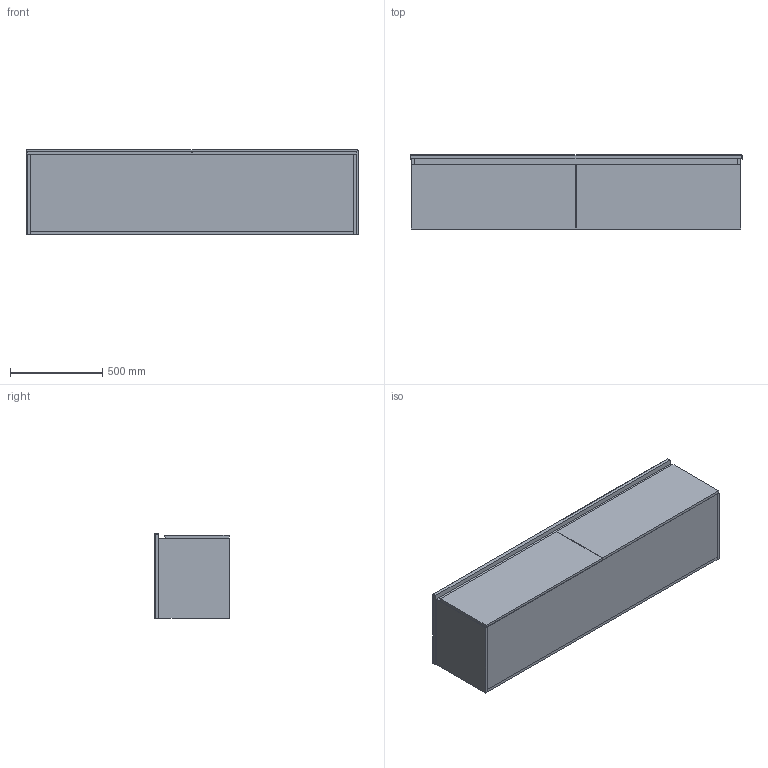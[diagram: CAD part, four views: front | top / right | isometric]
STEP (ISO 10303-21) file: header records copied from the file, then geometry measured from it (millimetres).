
FILE_DESCRIPTION (( 'STEP AP214' ), '1' );
FILE_NAME ('AD Slim Acrylic 1800D ASSEM.STEP', '2019-03-08T00:23:33', ( '' ), ( '' ), 'SwSTEP 2.0', 'SolidWorks 2015', '' );
FILE_SCHEMA (( 'AUTOMOTIVE_DESIGN' ));
Length unit declared in the file: millimetre
Products named in the file (3): AD Slim Acrylic 1800D; AD Slim Acrylic 1800D ASSEM; Essentials Acrylic 1800D
Assembly tree (2 placements, depth 2):
  AD Slim Acrylic 1800D ASSEM
    AD Slim Acrylic 1800D
    Essentials Acrylic 1800D
Bounding box: 1800 x 402 x 460 mm (x, y, z)
Volume: 62995087.6 mm3; surface area: 7480153.1 mm2
Topology: 8 solids, 8 shells, 111 faces, 241 edges, 144 vertices
Faces by surface type: plane 66, cylinder 23, bspline 12, sphere 6, torus 4
Entity records: 4577 total; most frequent: CARTESIAN_POINT 1901, DIRECTION 473, ORIENTED_EDGE 470, EDGE_CURVE 235, VECTOR 165, LINE 165, AXIS2_PLACEMENT_3D 154, VERTEX_POINT 144
